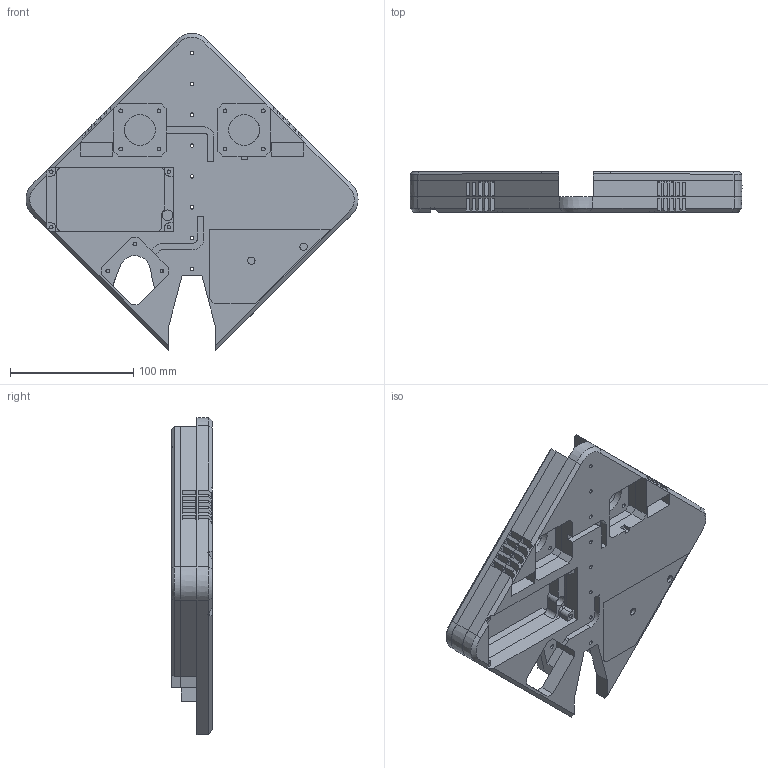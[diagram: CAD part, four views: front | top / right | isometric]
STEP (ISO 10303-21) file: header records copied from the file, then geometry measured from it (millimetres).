
FILE_DESCRIPTION(/* description */ (''),/* implementation_level */ '2;1');
FILE_NAME(/* name */ 'Positron Unibody.step',/* time_stamp */ '2024-04-01T15:05:08-04:00',/* author */ (''),/* organization */ (''),/* preprocessor_version */ 'ST-DEVELOPER v20',/* originating_system */ 'Autodesk Translation Framework v12.20.1.177',/* authorisation */ '');
FILE_SCHEMA (('AUTOMOTIVE_DESIGN { 1 0 10303 214 3 1 1 }'));
Length unit declared in the file: millimetre
Products named in the file (2): Positron Unibody; Extruder
Assembly tree (1 placements, depth 2):
  Positron Unibody
    Extruder
Bounding box: 268.92 x 33 x 256.78 mm (x, y, z)
Volume: 684051 mm3; surface area: 237452.2 mm2
Topology: 7 solids, 7 shells, 502 faces, 1447 edges, 953 vertices
Faces by surface type: plane 344, cylinder 129, cone 15, bspline 14
Full cylindrical faces by diameter (mm): 2.1 x1, 2.8 x10, 2.9 x8, 3 x13, 3.2 x4, 5.035 x3, 6 x3, 6.147 x1, 8.6 x1, 25 x2
Entity records: 18479 total; most frequent: CARTESIAN_POINT 4881, ORIENTED_EDGE 2894, DIRECTION 2629, EDGE_CURVE 1447, LINE 1133, VECTOR 1133, VERTEX_POINT 953, AXIS2_PLACEMENT_3D 748
